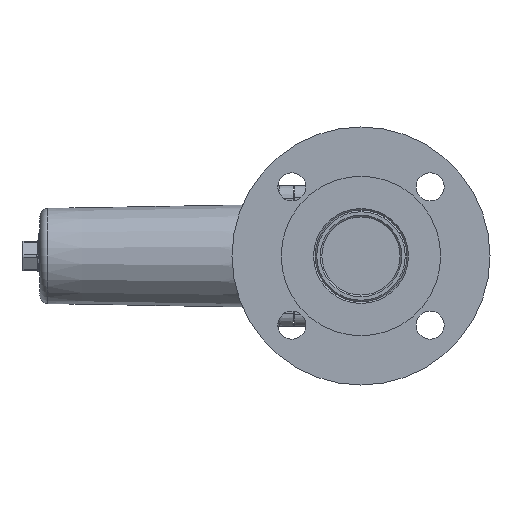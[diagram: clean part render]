
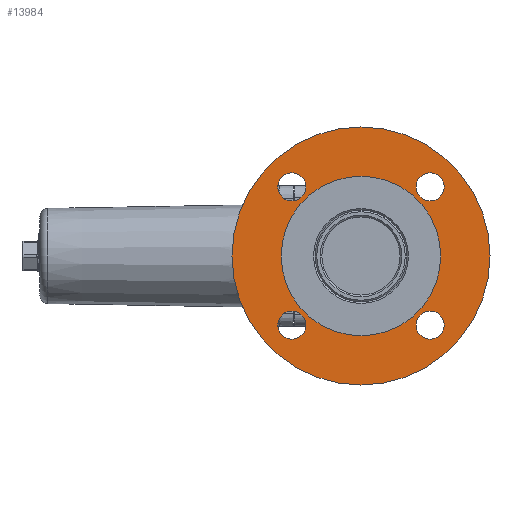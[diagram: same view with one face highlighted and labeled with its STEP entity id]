
A CAD part, left-side view. The second image highlights one B-rep face of the part: STEP entity #13984.
In plain terms, the highlighted planar face has unit normal (-1, 0, 0).
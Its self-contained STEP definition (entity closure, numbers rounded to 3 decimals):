
#668=FACE_BOUND('',#3001,.T.);
#669=FACE_BOUND('',#3002,.T.);
#670=FACE_BOUND('',#3003,.T.);
#671=FACE_BOUND('',#3004,.T.);
#672=FACE_BOUND('',#3005,.T.);
#1802=PLANE('',#14978);
#2058=FACE_OUTER_BOUND('',#3000,.T.);
#3000=EDGE_LOOP('',(#9354));
#3001=EDGE_LOOP('',(#9355));
#3002=EDGE_LOOP('',(#9356));
#3003=EDGE_LOOP('',(#9357));
#3004=EDGE_LOOP('',(#9358));
#3005=EDGE_LOOP('',(#9359));
#3988=CIRCLE('',#14965,9.);
#3990=CIRCLE('',#14968,9.);
#3992=CIRCLE('',#14971,9.);
#3994=CIRCLE('',#14974,9.);
#3996=CIRCLE('',#14977,51.);
#3997=CIRCLE('',#14979,82.5);
#5587=VERTEX_POINT('',#23175);
#5589=VERTEX_POINT('',#23181);
#5591=VERTEX_POINT('',#23187);
#5593=VERTEX_POINT('',#23193);
#5595=VERTEX_POINT('',#23199);
#5596=VERTEX_POINT('',#23203);
#7000=EDGE_CURVE('',#5587,#5587,#3988,.T.);
#7003=EDGE_CURVE('',#5589,#5589,#3990,.T.);
#7006=EDGE_CURVE('',#5591,#5591,#3992,.T.);
#7009=EDGE_CURVE('',#5593,#5593,#3994,.T.);
#7012=EDGE_CURVE('',#5595,#5595,#3996,.T.);
#7014=EDGE_CURVE('',#5596,#5596,#3997,.T.);
#9354=ORIENTED_EDGE('',*,*,#7014,.F.);
#9355=ORIENTED_EDGE('',*,*,#7000,.T.);
#9356=ORIENTED_EDGE('',*,*,#7003,.T.);
#9357=ORIENTED_EDGE('',*,*,#7006,.T.);
#9358=ORIENTED_EDGE('',*,*,#7009,.T.);
#9359=ORIENTED_EDGE('',*,*,#7012,.T.);
#13984=ADVANCED_FACE('',(#2058,#668,#669,#670,#671,#672),#1802,.T.);
#14965=AXIS2_PLACEMENT_3D('',#23176,#16519,#16520);
#14968=AXIS2_PLACEMENT_3D('',#23182,#16526,#16527);
#14971=AXIS2_PLACEMENT_3D('',#23188,#16533,#16534);
#14974=AXIS2_PLACEMENT_3D('',#23194,#16540,#16541);
#14977=AXIS2_PLACEMENT_3D('',#23200,#16547,#16548);
#14978=AXIS2_PLACEMENT_3D('',#23202,#16550,#16551);
#14979=AXIS2_PLACEMENT_3D('',#23204,#16552,#16553);
#16519=DIRECTION('center_axis',(1.,0.,0.));
#16520=DIRECTION('ref_axis',(0.,-1.,0.));
#16526=DIRECTION('center_axis',(1.,0.,0.));
#16527=DIRECTION('ref_axis',(0.,0.,
1.));
#16533=DIRECTION('center_axis',(1.,0.,0.));
#16534=DIRECTION('ref_axis',(0.,1.,0.));
#16540=DIRECTION('center_axis',(1.,0.,0.));
#16541=DIRECTION('ref_axis',(0.,0.,
-1.));
#16547=DIRECTION('center_axis',(1.,0.,0.));
#16548=DIRECTION('ref_axis',(0.,1.,0.));
#16550=DIRECTION('center_axis',(-1.,0.,0.));
#16551=DIRECTION('ref_axis',(0.,0.,
1.));
#16552=DIRECTION('center_axis',(1.,0.,0.));
#16553=DIRECTION('ref_axis',(0.,1.,0.));
#23175=CARTESIAN_POINT('',(-112.,53.194,-44.194));
#23176=CARTESIAN_POINT('Origin',(-112.,44.194,-44.194));
#23181=CARTESIAN_POINT('',(-112.,-44.194,-53.194));
#23182=CARTESIAN_POINT('Origin',(-112.,-44.194,-44.194));
#23187=CARTESIAN_POINT('',(-112.,-53.194,44.194));
#23188=CARTESIAN_POINT('Origin',(-112.,-44.194,44.194));
#23193=CARTESIAN_POINT('',(-112.,44.194,53.194));
#23194=CARTESIAN_POINT('Origin',(-112.,44.194,44.194));
#23199=CARTESIAN_POINT('',(-112.,-51.,0.));
#23200=CARTESIAN_POINT('Origin',(-112.,0.,0.));
#23202=CARTESIAN_POINT('Origin',(-112.,66.75,0.));
#23203=CARTESIAN_POINT('',(-112.,-82.5,0.));
#23204=CARTESIAN_POINT('Origin',(-112.,0.,0.));
